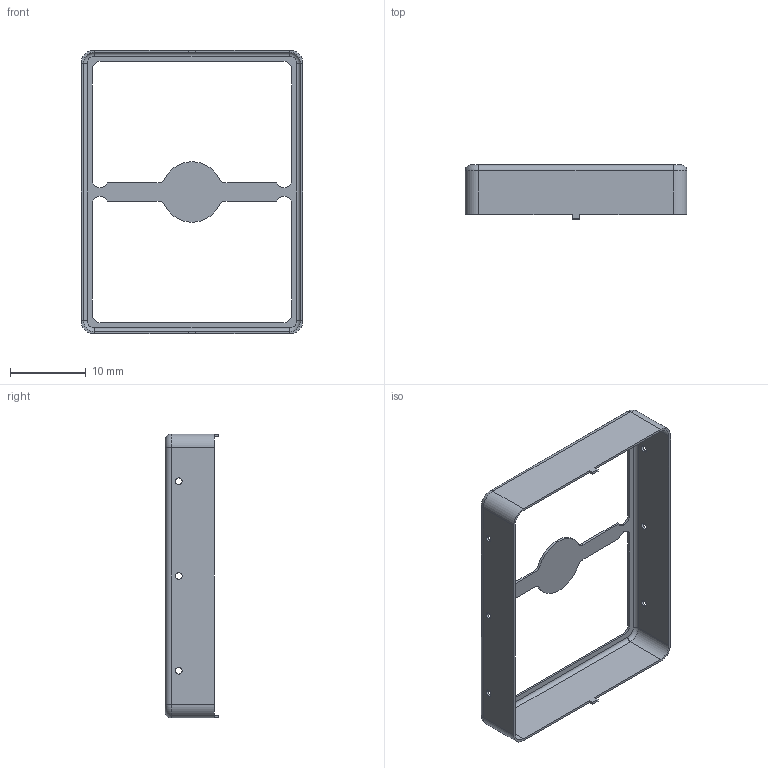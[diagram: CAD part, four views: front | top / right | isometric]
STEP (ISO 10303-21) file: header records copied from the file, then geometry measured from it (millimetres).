
FILE_DESCRIPTION(('STEP AP214'),'1');
FILE_NAME('ms375-10f.stp','2024-06-07T18:46:27',('TraceParts'),('TraceParts S.A.'),'Spatial InterOp 3D',' ',' ');
FILE_SCHEMA(('AUTOMOTIVE_DESIGN { 1 0 10303 214 1 1 1 1 }'));
Length unit declared in the file: millimetre
Products named in the file (1): ms375-10f
Bounding box: 29.3 x 7.1 x 37.5 mm (x, y, z)
Volume: 313.5 mm3; surface area: 2187.2 mm2
Topology: 1 solids, 1 shells, 92 faces, 238 edges, 148 vertices
Faces by surface type: cylinder 48, plane 36, torus 8
Entity records: 2857 total; most frequent: DIRECTION 528, CARTESIAN_POINT 479, ORIENTED_EDGE 476, EDGE_CURVE 238, AXIS2_PLACEMENT_3D 197, VERTEX_POINT 148, LINE 134, VECTOR 134
